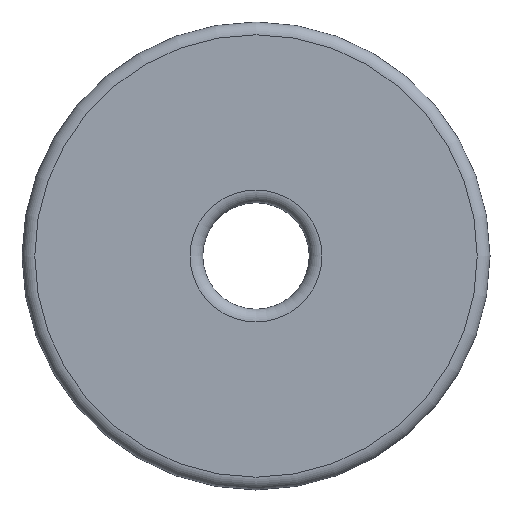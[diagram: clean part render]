
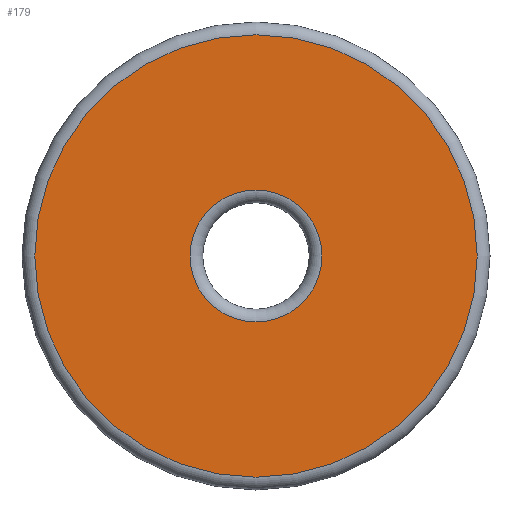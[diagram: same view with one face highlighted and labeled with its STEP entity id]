
A CAD part, front view. The second image highlights one B-rep face of the part: STEP entity #179.
In plain terms, the highlighted planar face has unit normal (0, -1, 0).
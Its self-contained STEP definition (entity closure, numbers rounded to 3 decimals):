
#19=FACE_BOUND('',#53,.T.);
#22=PLANE('',#219);
#38=FACE_OUTER_BOUND('',#52,.T.);
#52=EDGE_LOOP('',(#147));
#53=EDGE_LOOP('',(#148));
#69=CIRCLE('',#217,1.55);
#71=CIRCLE('',#220,5.2);
#87=VERTEX_POINT('',#333);
#88=VERTEX_POINT('',#337);
#107=EDGE_CURVE('',#87,#87,#69,.T.);
#109=EDGE_CURVE('',#88,#88,#71,.T.);
#147=ORIENTED_EDGE('',*,*,#109,.F.);
#148=ORIENTED_EDGE('',*,*,#107,.F.);
#179=ADVANCED_FACE('',(#38,#19),#22,.T.);
#217=AXIS2_PLACEMENT_3D('',#334,#274,#275);
#219=AXIS2_PLACEMENT_3D('',#336,#278,#279);
#220=AXIS2_PLACEMENT_3D('',#338,#280,#281);
#274=DIRECTION('center_axis',(0.,-1.,0.));
#275=DIRECTION('ref_axis',(0.,0.,-1.));
#278=DIRECTION('center_axis',(0.,-1.,0.));
#279=DIRECTION('ref_axis',(-1.,0.,0.));
#280=DIRECTION('center_axis',(0.,1.,0.));
#281=DIRECTION('ref_axis',(-1.,0.,0.));
#333=CARTESIAN_POINT('',(0.,0.,-1.55));
#334=CARTESIAN_POINT('Origin',(0.,0.,0.));
#336=CARTESIAN_POINT('Origin',(0.,0.,0.));
#337=CARTESIAN_POINT('',(0.,0.,5.2));
#338=CARTESIAN_POINT('Origin',(0.,0.,0.));
